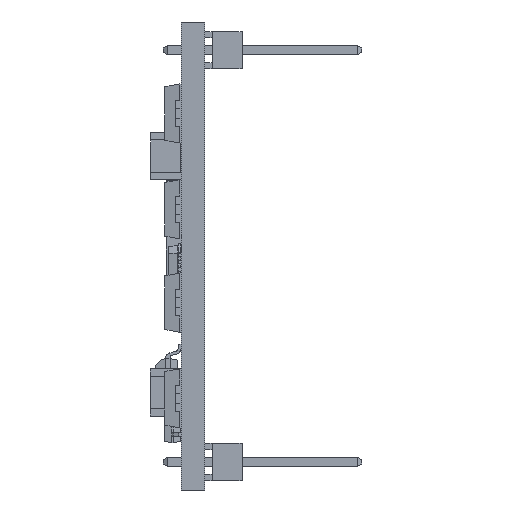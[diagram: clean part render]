
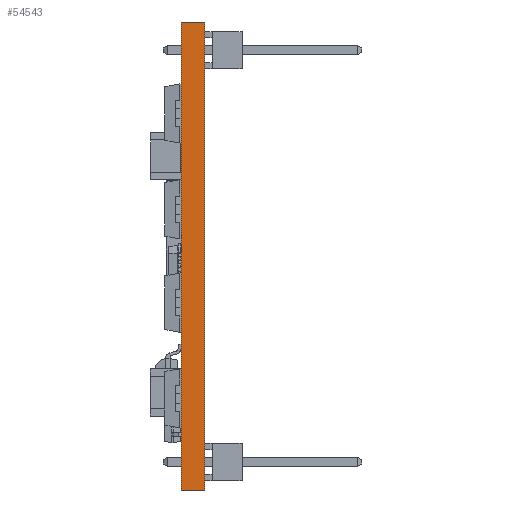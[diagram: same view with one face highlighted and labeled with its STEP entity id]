
A CAD part, left-side view. The second image highlights one B-rep face of the part: STEP entity #54543.
In plain terms, the highlighted planar face has unit normal (-1, 0, 0).
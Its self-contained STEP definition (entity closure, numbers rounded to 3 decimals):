
#3083 = EDGE_LOOP ( 'NONE', ( #47966, #47967, #47968, #47969 ) ) ;
#10853 = PLANE ( 'NONE',  #97345 ) ;
#10855 = CARTESIAN_POINT ( 'NONE',  ( -15.875, 1.6, 15.875 ) ) ;
#10857 = DIRECTION ( 'NONE',  ( 1., 0., 0. ) ) ;
#10859 = DIRECTION ( 'NONE',  ( 0., 0., -1. ) ) ;
#14043 = FACE_OUTER_BOUND ( 'NONE', #3083, .T. ) ;
#20487 = CARTESIAN_POINT ( 'NONE',  ( -15.875, 0., 15.875 ) ) ;
#20600 = CARTESIAN_POINT ( 'NONE',  ( -15.875, 1.6, 15.875 ) ) ;
#20662 = CARTESIAN_POINT ( 'NONE',  ( -15.875, 1.6, -15.875 ) ) ;
#20677 = CARTESIAN_POINT ( 'NONE',  ( -15.875, 0., -15.875 ) ) ;
#31462 = LINE ( 'NONE', #77194, #31465 ) ;
#31465 = VECTOR ( 'NONE', #77195, 1000. ) ;
#31596 = LINE ( 'NONE', #77281, #31598 ) ;
#31598 = VECTOR ( 'NONE', #77282, 1000. ) ;
#31644 = LINE ( 'NONE', #77313, #31647 ) ;
#31647 = VECTOR ( 'NONE', #77314, 1000. ) ;
#31650 = LINE ( 'NONE', #77315, #31654 ) ;
#31654 = VECTOR ( 'NONE', #77316, 1000. ) ;
#46494 = EDGE_CURVE ( 'NONE', #86321, #85898, #31462, .T. ) ;
#46566 = EDGE_CURVE ( 'NONE', #86295, #86189, #31596, .T. ) ;
#46593 = EDGE_CURVE ( 'NONE', #86295, #86321, #31644, .T. ) ;
#46595 = EDGE_CURVE ( 'NONE', #86189, #85898, #31650, .T. ) ;
#47966 = ORIENTED_EDGE ( 'NONE', *, *, #46494, .T. ) ;
#47967 = ORIENTED_EDGE ( 'NONE', *, *, #46595, .F. ) ;
#47968 = ORIENTED_EDGE ( 'NONE', *, *, #46566, .F. ) ;
#47969 = ORIENTED_EDGE ( 'NONE', *, *, #46593, .T. ) ;
#54543 = ADVANCED_FACE ( 'NONE', ( #14043 ), #10853, .F. ) ;
#77194 = CARTESIAN_POINT ( 'NONE',  ( -15.875, 0., 15.875 ) ) ;
#77195 = DIRECTION ( 'NONE',  ( 0., 0., 1. ) ) ;
#77281 = CARTESIAN_POINT ( 'NONE',  ( -15.875, 1.6, 15.875 ) ) ;
#77282 = DIRECTION ( 'NONE',  ( 0., 0., 1. ) ) ;
#77313 = CARTESIAN_POINT ( 'NONE',  ( -15.875, 1.6, -15.875 ) ) ;
#77314 = DIRECTION ( 'NONE',  ( 0., -1., 0. ) ) ;
#77315 = CARTESIAN_POINT ( 'NONE',  ( -15.875, 1.6, 15.875 ) ) ;
#77316 = DIRECTION ( 'NONE',  ( 0., -1., 0. ) ) ;
#85898 = VERTEX_POINT ( 'NONE', #20487 ) ;
#86189 = VERTEX_POINT ( 'NONE', #20600 ) ;
#86295 = VERTEX_POINT ( 'NONE', #20662 ) ;
#86321 = VERTEX_POINT ( 'NONE', #20677 ) ;
#97345 = AXIS2_PLACEMENT_3D ( 'NONE', #10855, #10857, #10859 ) ;
